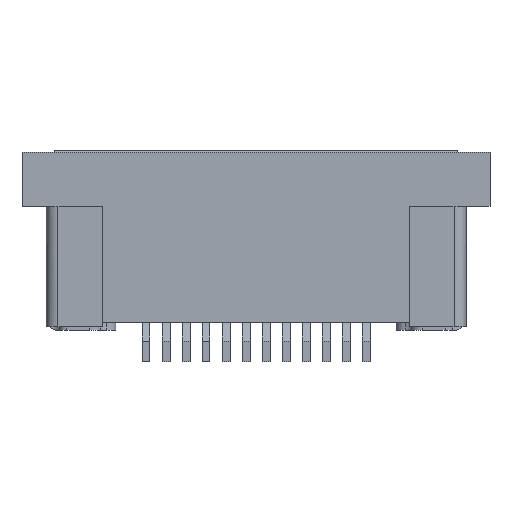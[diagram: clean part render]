
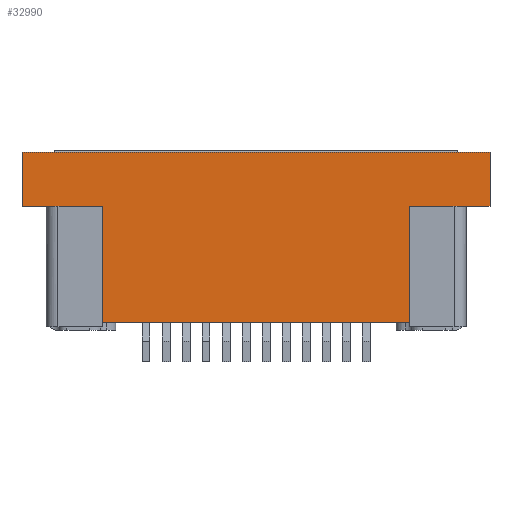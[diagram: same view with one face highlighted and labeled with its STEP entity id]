
A CAD part, front view. The second image highlights one B-rep face of the part: STEP entity #32990.
In plain terms, the highlighted planar face has unit normal (0, -1, 0).
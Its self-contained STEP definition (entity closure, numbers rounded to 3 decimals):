
#11100=CARTESIAN_POINT('',(19.471,87.627,2.9));
#11110=VERTEX_POINT('',#11100);
#11490=CARTESIAN_POINT('',(18.69,87.627,4.25));
#11500=VERTEX_POINT('',#11490);
#11530=CARTESIAN_POINT('',(18.69,87.627,0.));
#11540=DIRECTION('',(0.,0.,1.));
#11550=VECTOR('',#11540,1.);
#11560=LINE('',#11530,#11550);
#11570=CARTESIAN_POINT('',(18.69,87.627,2.9));
#11580=VERTEX_POINT('',#11570);
#11590=EDGE_CURVE('',#11580,#11500,#11560,.T.);
#15820=CARTESIAN_POINT('',(20.692,87.627,2.9));
#15830=VERTEX_POINT('',#15820);
#15860=CARTESIAN_POINT('',(20.692,87.627,0.));
#15870=DIRECTION('',(0.,0.,1.));
#15880=VECTOR('',#15870,1.);
#15890=LINE('',#15860,#15880);
#15900=CARTESIAN_POINT('',(20.692,87.627,-0.));
#15910=VERTEX_POINT('',#15900);
#15920=EDGE_CURVE('',#15910,#15830,#15890,.T.);
#18370=CARTESIAN_POINT('',(0.,87.627,2.9));
#18380=DIRECTION('',(1.,0.,0.));
#18390=VECTOR('',#18380,1.);
#18400=LINE('',#18370,#18390);
#18410=EDGE_CURVE('',#11580,#11110,#18400,.T.);
#18910=CARTESIAN_POINT('',(0.5,87.627,0.));
#18920=DIRECTION('',(-1.,0.,0.));
#18930=VECTOR('',#18920,1.);
#18940=LINE('',#18910,#18930);
#18950=CARTESIAN_POINT('',(28.388,87.627,0.));
#18960=VERTEX_POINT('',#18950);
#18970=EDGE_CURVE('',#18960,#15910,#18940,.T.);
#29780=CARTESIAN_POINT('',(30.39,87.627,4.25));
#29790=VERTEX_POINT('',#29780);
#29820=CARTESIAN_POINT('',(0.,87.627,4.25));
#29830=DIRECTION('',(-1.,0.,0.));
#29840=VECTOR('',#29830,1.);
#29850=LINE('',#29820,#29840);
#29860=EDGE_CURVE('',#29790,#11500,#29850,.T.);
#30000=CARTESIAN_POINT('',(30.39,87.627,2.9));
#30010=VERTEX_POINT('',#30000);
#30040=CARTESIAN_POINT('',(30.39,87.627,0.));
#30050=DIRECTION('',(0.,0.,-1.));
#30060=VECTOR('',#30050,1.);
#30070=LINE('',#30040,#30060);
#30080=EDGE_CURVE('',#29790,#30010,#30070,.T.);
#31930=CARTESIAN_POINT('',(29.61,87.627,2.9));
#31940=VERTEX_POINT('',#31930);
#32470=CARTESIAN_POINT('',(28.388,87.627,0.));
#32480=DIRECTION('',(0.,0.,-1.));
#32490=VECTOR('',#32480,1.);
#32500=LINE('',#32470,#32490);
#32510=CARTESIAN_POINT('',(28.388,87.627,2.9));
#32520=VERTEX_POINT('',#32510);
#32530=EDGE_CURVE('',#32520,#18960,#32500,.T.);
#32670=CARTESIAN_POINT('',(23.54,87.627,0.));
#32680=DIRECTION('',(0.,1.,0.));
#32690=DIRECTION('',(0.,0.,-1.));
#32700=AXIS2_PLACEMENT_3D('',#32670,#32680,#32690);
#32710=PLANE('',#32700);
#32720=ORIENTED_EDGE('',*,*,#15920,.F.);
#32730=CARTESIAN_POINT('',(0.,87.627,2.9));
#32740=DIRECTION('',(1.,0.,-0.));
#32750=VECTOR('',#32740,1.);
#32760=LINE('',#32730,#32750);
#32770=EDGE_CURVE('',#11110,#15830,#32760,.T.);
#32780=ORIENTED_EDGE('',*,*,#32770,.T.);
#32790=ORIENTED_EDGE('',*,*,#18410,.T.);
#32800=ORIENTED_EDGE('',*,*,#11590,.F.);
#32810=ORIENTED_EDGE('',*,*,#29860,.T.);
#32820=ORIENTED_EDGE('',*,*,#30080,.F.);
#32830=CARTESIAN_POINT('',(49.081,87.627,2.9));
#32840=DIRECTION('',(-1.,0.,0.));
#32850=VECTOR('',#32840,1.);
#32860=LINE('',#32830,#32850);
#32870=EDGE_CURVE('',#30010,#31940,#32860,.T.);
#32880=ORIENTED_EDGE('',*,*,#32870,.F.);
#32890=CARTESIAN_POINT('',(0.,87.627,2.9));
#32900=DIRECTION('',(1.,-0.,0.));
#32910=VECTOR('',#32900,1.);
#32920=LINE('',#32890,#32910);
#32930=EDGE_CURVE('',#32520,#31940,#32920,.T.);
#32940=ORIENTED_EDGE('',*,*,#32930,.T.);
#32950=ORIENTED_EDGE('',*,*,#32530,.F.);
#32960=ORIENTED_EDGE('',*,*,#18970,.F.);
#32970=EDGE_LOOP('',(#32960,#32950,#32940,#32880,#32820,#32810,#32800,
#32790,#32780,#32720));
#32980=FACE_OUTER_BOUND('',#32970,.T.);
#32990=ADVANCED_FACE('',(#32980),#32710,.F.);
